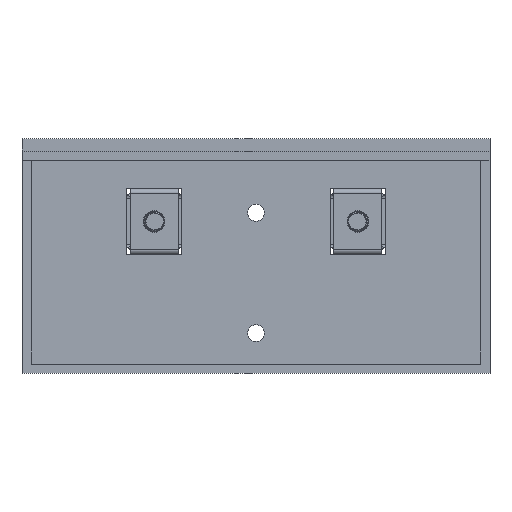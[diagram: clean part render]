
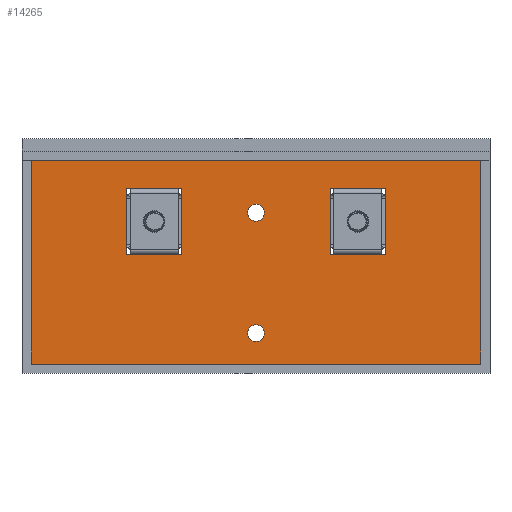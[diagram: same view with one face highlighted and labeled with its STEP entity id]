
A CAD part, front view. The second image highlights one B-rep face of the part: STEP entity #14265.
In plain terms, the highlighted planar face has unit normal (0, -1, 0).
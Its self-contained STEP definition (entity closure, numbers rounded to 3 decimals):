
#192 = DIRECTION ( 'NONE',  ( 0., 1., 0. ) ) ;
#311 = DIRECTION ( 'NONE',  ( 0., 0., 1. ) ) ;
#359 = ORIENTED_EDGE ( 'NONE', *, *, #1301, .F. ) ;
#365 = CARTESIAN_POINT ( 'NONE',  ( -12., 2., 0. ) ) ;
#405 = EDGE_CURVE ( 'NONE', #11788, #4249, #16220, .T. ) ;
#593 = AXIS2_PLACEMENT_3D ( 'NONE', #11708, #7893, #6612 ) ;
#716 = EDGE_CURVE ( 'NONE', #7630, #2696, #1687, .T. ) ;
#847 = EDGE_CURVE ( 'NONE', #2557, #4754, #9182, .T. ) ;
#998 = ORIENTED_EDGE ( 'NONE', *, *, #14136, .T. ) ;
#1293 = DIRECTION ( 'NONE',  ( 0., 1., 0. ) ) ;
#1299 = FACE_OUTER_BOUND ( 'NONE', #15052, .T. ) ;
#1301 = EDGE_CURVE ( 'NONE', #10389, #6824, #7550, .T. ) ;
#1310 = CARTESIAN_POINT ( 'NONE',  ( 0., 2., 5.647 ) ) ;
#1332 = CARTESIAN_POINT ( 'NONE',  ( 0., 2., 7. ) ) ;
#1504 = FACE_BOUND ( 'NONE', #6478, .T. ) ;
#1579 = LINE ( 'NONE', #3795, #15284 ) ;
#1687 = LINE ( 'NONE', #16436, #1911 ) ;
#1772 = LINE ( 'NONE', #12156, #15071 ) ;
#1911 = VECTOR ( 'NONE', #8729, 1000. ) ;
#2049 = CARTESIAN_POINT ( 'NONE',  ( -36.4, 2., -17.5 ) ) ;
#2065 = CARTESIAN_POINT ( 'NONE',  ( 0., 2., 11. ) ) ;
#2228 = CARTESIAN_POINT ( 'NONE',  ( 0., 2., 11. ) ) ;
#2557 = VERTEX_POINT ( 'NONE', #13938 ) ;
#2673 = CARTESIAN_POINT ( 'NONE',  ( -36.4, 2., -17.5 ) ) ;
#2674 = DIRECTION ( 'NONE',  ( 0., 1., 0. ) ) ;
#2696 = VERTEX_POINT ( 'NONE', #3074 ) ;
#2722 = AXIS2_PLACEMENT_3D ( 'NONE', #9125, #1293, #11706 ) ;
#2730 = DIRECTION ( 'NONE',  ( 0., 0., -1. ) ) ;
#2749 = CARTESIAN_POINT ( 'NONE',  ( 0., 2., 0.2 ) ) ;
#2891 = CARTESIAN_POINT ( 'NONE',  ( -36.4, 2., -17.5 ) ) ;
#3074 = CARTESIAN_POINT ( 'NONE',  ( 12., 2., 0.2 ) ) ;
#3087 = ORIENTED_EDGE ( 'NONE', *, *, #15518, .T. ) ;
#3220 = DIRECTION ( 'NONE',  ( -1., 0., 0. ) ) ;
#3237 = LINE ( 'NONE', #2228, #7699 ) ;
#3282 = DIRECTION ( 'NONE',  ( 0., 1., 0. ) ) ;
#3704 = CARTESIAN_POINT ( 'NONE',  ( -12., 2., 0.2 ) ) ;
#3755 = CARTESIAN_POINT ( 'NONE',  ( 36.4, 2., 15.5 ) ) ;
#3795 = CARTESIAN_POINT ( 'NONE',  ( 36.4, 2., -17.5 ) ) ;
#4057 = DIRECTION ( 'NONE',  ( 0., 0., 1. ) ) ;
#4249 = VERTEX_POINT ( 'NONE', #8513 ) ;
#4338 = ORIENTED_EDGE ( 'NONE', *, *, #8306, .T. ) ;
#4469 = CARTESIAN_POINT ( 'NONE',  ( 0., 2., -11.147 ) ) ;
#4507 = LINE ( 'NONE', #2049, #9535 ) ;
#4645 = EDGE_CURVE ( 'NONE', #15253, #10427, #11287, .T. ) ;
#4730 = VECTOR ( 'NONE', #12684, 1000. ) ;
#4754 = VERTEX_POINT ( 'NONE', #13599 ) ;
#5204 = EDGE_CURVE ( 'NONE', #6824, #7630, #3237, .T. ) ;
#5262 = ORIENTED_EDGE ( 'NONE', *, *, #716, .F. ) ;
#5307 = EDGE_CURVE ( 'NONE', #15446, #16002, #5875, .T. ) ;
#5575 = CARTESIAN_POINT ( 'NONE',  ( 36.4, 2., -17.5 ) ) ;
#5730 = VECTOR ( 'NONE', #15690, 1000. ) ;
#5875 = LINE ( 'NONE', #365, #11883 ) ;
#6217 = ORIENTED_EDGE ( 'NONE', *, *, #9278, .T. ) ;
#6478 = EDGE_LOOP ( 'NONE', ( #5262, #7006, #359, #13179 ) ) ;
#6550 = LINE ( 'NONE', #2065, #4730 ) ;
#6575 = DIRECTION ( 'NONE',  ( 0., 0., 1. ) ) ;
#6612 = DIRECTION ( 'NONE',  ( 0., 0., 1. ) ) ;
#6668 = CARTESIAN_POINT ( 'NONE',  ( -36.4, 2., 15.5 ) ) ;
#6824 = VERTEX_POINT ( 'NONE', #8317 ) ;
#7006 = ORIENTED_EDGE ( 'NONE', *, *, #5204, .F. ) ;
#7407 = LINE ( 'NONE', #7780, #11222 ) ;
#7430 = VERTEX_POINT ( 'NONE', #5575 ) ;
#7550 = LINE ( 'NONE', #7705, #12551 ) ;
#7630 = VERTEX_POINT ( 'NONE', #13804 ) ;
#7699 = VECTOR ( 'NONE', #15166, 1000. ) ;
#7705 = CARTESIAN_POINT ( 'NONE',  ( 21., 2., 0. ) ) ;
#7780 = CARTESIAN_POINT ( 'NONE',  ( 0., 2., 0.2 ) ) ;
#7815 = DIRECTION ( 'NONE',  ( 0., 0., 1. ) ) ;
#7893 = DIRECTION ( 'NONE',  ( 0., 1., 0. ) ) ;
#7938 = DIRECTION ( 'NONE',  ( 1., 0., 0. ) ) ;
#8043 = CARTESIAN_POINT ( 'NONE',  ( -21., 2., 0. ) ) ;
#8195 = EDGE_LOOP ( 'NONE', ( #998, #14638, #6217, #9363 ) ) ;
#8306 = EDGE_CURVE ( 'NONE', #7430, #10879, #1579, .T. ) ;
#8317 = CARTESIAN_POINT ( 'NONE',  ( 21., 2., 11. ) ) ;
#8353 = CARTESIAN_POINT ( 'NONE',  ( 0., 2., -12.5 ) ) ;
#8357 = VECTOR ( 'NONE', #7938, 1000. ) ;
#8454 = ORIENTED_EDGE ( 'NONE', *, *, #4645, .T. ) ;
#8513 = CARTESIAN_POINT ( 'NONE',  ( 0., 2., -13.853 ) ) ;
#8729 = DIRECTION ( 'NONE',  ( 0., 0., -1. ) ) ;
#8987 = EDGE_CURVE ( 'NONE', #10879, #13799, #1772, .T. ) ;
#9058 = CARTESIAN_POINT ( 'NONE',  ( 0., 2., 0. ) ) ;
#9125 = CARTESIAN_POINT ( 'NONE',  ( 0., 2., -12.5 ) ) ;
#9141 = CIRCLE ( 'NONE', #9864, 1.353 ) ;
#9182 = LINE ( 'NONE', #8043, #16027 ) ;
#9278 = EDGE_CURVE ( 'NONE', #16002, #2557, #7407, .T. ) ;
#9363 = ORIENTED_EDGE ( 'NONE', *, *, #847, .T. ) ;
#9535 = VECTOR ( 'NONE', #11111, 1000. ) ;
#9541 = LINE ( 'NONE', #2673, #5730 ) ;
#9585 = EDGE_LOOP ( 'NONE', ( #10783, #14185 ) ) ;
#9816 = ORIENTED_EDGE ( 'NONE', *, *, #8987, .T. ) ;
#9864 = AXIS2_PLACEMENT_3D ( 'NONE', #1332, #192, #4057 ) ;
#10389 = VERTEX_POINT ( 'NONE', #12714 ) ;
#10427 = VERTEX_POINT ( 'NONE', #1310 ) ;
#10783 = ORIENTED_EDGE ( 'NONE', *, *, #405, .T. ) ;
#10879 = VERTEX_POINT ( 'NONE', #3755 ) ;
#11111 = DIRECTION ( 'NONE',  ( 0., 0., -1. ) ) ;
#11222 = VECTOR ( 'NONE', #14132, 1000. ) ;
#11287 = CIRCLE ( 'NONE', #593, 1.353 ) ;
#11512 = PLANE ( 'NONE',  #14790 ) ;
#11628 = ORIENTED_EDGE ( 'NONE', *, *, #16305, .T. ) ;
#11706 = DIRECTION ( 'NONE',  ( 0., 0., 1. ) ) ;
#11708 = CARTESIAN_POINT ( 'NONE',  ( 0., 2., 7. ) ) ;
#11788 = VERTEX_POINT ( 'NONE', #4469 ) ;
#11842 = CARTESIAN_POINT ( 'NONE',  ( 0., 2., 8.353 ) ) ;
#11883 = VECTOR ( 'NONE', #2730, 1000. ) ;
#11951 = FACE_BOUND ( 'NONE', #9585, .T. ) ;
#12156 = CARTESIAN_POINT ( 'NONE',  ( -36.4, 2., 15.5 ) ) ;
#12166 = LINE ( 'NONE', #2749, #8357 ) ;
#12275 = DIRECTION ( 'NONE',  ( 0., 0., 1. ) ) ;
#12551 = VECTOR ( 'NONE', #6575, 1000. ) ;
#12684 = DIRECTION ( 'NONE',  ( 1., 0., 0. ) ) ;
#12714 = CARTESIAN_POINT ( 'NONE',  ( 21., 2., 0.2 ) ) ;
#12979 = CIRCLE ( 'NONE', #2722, 1.353 ) ;
#13170 = FACE_BOUND ( 'NONE', #8195, .T. ) ;
#13179 = ORIENTED_EDGE ( 'NONE', *, *, #13779, .F. ) ;
#13583 = EDGE_CURVE ( 'NONE', #4249, #11788, #12979, .T. ) ;
#13599 = CARTESIAN_POINT ( 'NONE',  ( -21., 2., 11. ) ) ;
#13779 = EDGE_CURVE ( 'NONE', #2696, #10389, #12166, .T. ) ;
#13793 = CARTESIAN_POINT ( 'NONE',  ( -12., 2., 11. ) ) ;
#13799 = VERTEX_POINT ( 'NONE', #6668 ) ;
#13804 = CARTESIAN_POINT ( 'NONE',  ( 12., 2., 11. ) ) ;
#13938 = CARTESIAN_POINT ( 'NONE',  ( -21., 2., 0.2 ) ) ;
#14132 = DIRECTION ( 'NONE',  ( -1., 0., 0. ) ) ;
#14136 = EDGE_CURVE ( 'NONE', #4754, #15446, #6550, .T. ) ;
#14151 = AXIS2_PLACEMENT_3D ( 'NONE', #8353, #3282, #12275 ) ;
#14185 = ORIENTED_EDGE ( 'NONE', *, *, #13583, .T. ) ;
#14257 = ORIENTED_EDGE ( 'NONE', *, *, #16115, .T. ) ;
#14265 = ADVANCED_FACE ( 'NONE', ( #11951, #16607, #1299, #13170, #1504 ), #11512, .F. ) ;
#14461 = VERTEX_POINT ( 'NONE', #2891 ) ;
#14638 = ORIENTED_EDGE ( 'NONE', *, *, #5307, .T. ) ;
#14790 = AXIS2_PLACEMENT_3D ( 'NONE', #9058, #2674, #7815 ) ;
#15052 = EDGE_LOOP ( 'NONE', ( #3087, #11628, #4338, #9816 ) ) ;
#15071 = VECTOR ( 'NONE', #3220, 1000. ) ;
#15166 = DIRECTION ( 'NONE',  ( -1., 0., 0. ) ) ;
#15253 = VERTEX_POINT ( 'NONE', #11842 ) ;
#15284 = VECTOR ( 'NONE', #15602, 1000. ) ;
#15446 = VERTEX_POINT ( 'NONE', #13793 ) ;
#15518 = EDGE_CURVE ( 'NONE', #13799, #14461, #4507, .T. ) ;
#15602 = DIRECTION ( 'NONE',  ( 0., 0., 1. ) ) ;
#15690 = DIRECTION ( 'NONE',  ( 1., 0., 0. ) ) ;
#15933 = EDGE_LOOP ( 'NONE', ( #8454, #14257 ) ) ;
#16002 = VERTEX_POINT ( 'NONE', #3704 ) ;
#16027 = VECTOR ( 'NONE', #311, 1000. ) ;
#16115 = EDGE_CURVE ( 'NONE', #10427, #15253, #9141, .T. ) ;
#16220 = CIRCLE ( 'NONE', #14151, 1.353 ) ;
#16305 = EDGE_CURVE ( 'NONE', #14461, #7430, #9541, .T. ) ;
#16436 = CARTESIAN_POINT ( 'NONE',  ( 12., 2., 0. ) ) ;
#16607 = FACE_BOUND ( 'NONE', #15933, .T. ) ;
